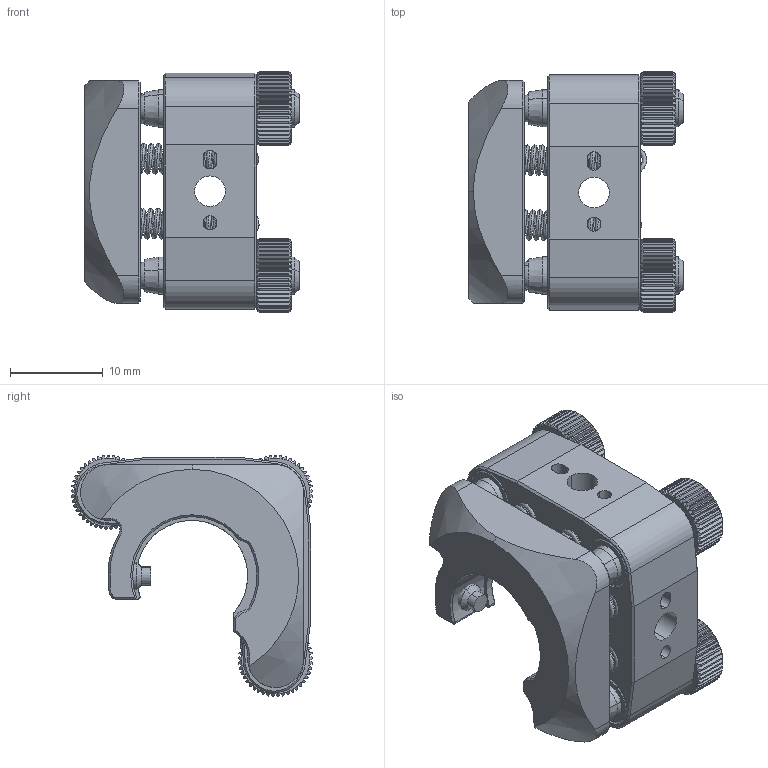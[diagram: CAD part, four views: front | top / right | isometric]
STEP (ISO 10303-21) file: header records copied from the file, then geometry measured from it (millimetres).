
FILE_DESCRIPTION (( 'STEP AP203' ), '1' );
FILE_NAME ('1.1.2.22_ZJK-R0.5-3_光学调整架，右手系开口式，用于φ0.5英寸光学元件，三轴.STEP', '2023-02-11T04:40:00', ( '' ), ( '' ), 'SwSTEP 2.0', 'SolidWorks 2021', '' );
FILE_SCHEMA (( 'CONFIG_CONTROL_DESIGN' ));
Products named in the file (1): 1.1.2.22_ZJK-R0.5-3_光学调整架，右手系开口式，用于φ0.5英寸光学元件，三轴
Bounding box: 23.13 x 26 x 26 mm (x, y, z)
Surface area: 5731 mm2 (no closed solid volume)
Topology: 0 solids, 31 shells, 1050 faces, 3036 edges, 1990 vertices
Faces by surface type: plane 403, cone 382, cylinder 243, bspline 16, sphere 6
Entity records: 56453 total; most frequent: CARTESIAN_POINT 29502, ORIENTED_EDGE 5825, DIRECTION 5347, EDGE_CURVE 3019, VERTEX_POINT 1981, AXIS2_PLACEMENT_3D 1976, LINE 1395, VECTOR 1395
